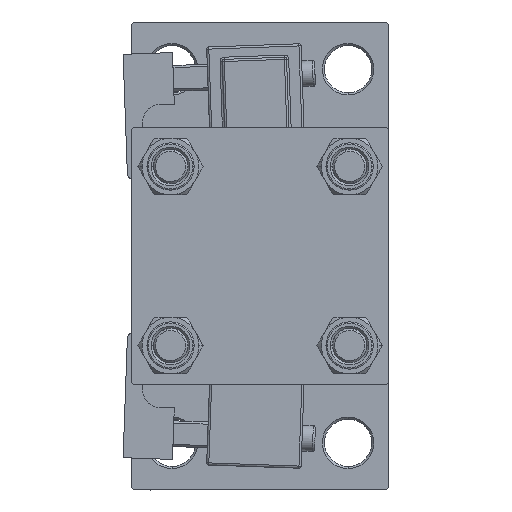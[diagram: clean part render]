
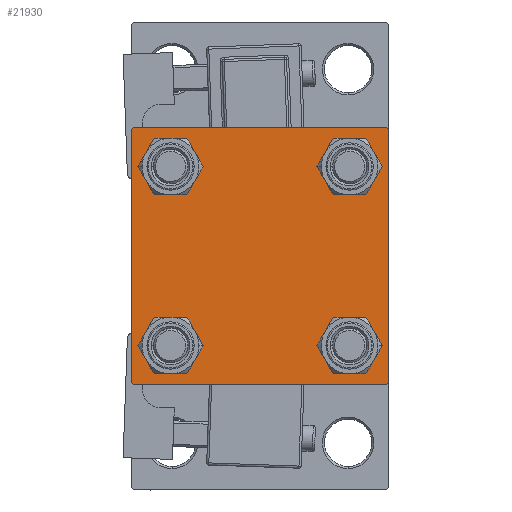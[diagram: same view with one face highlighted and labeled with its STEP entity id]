
A CAD part, left-side view. The second image highlights one B-rep face of the part: STEP entity #21930.
In plain terms, the highlighted planar face has unit normal (-1, 0, 0).
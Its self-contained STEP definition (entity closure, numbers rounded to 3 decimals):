
#352 = CARTESIAN_POINT ( 'NONE',  ( 0., -20.85, -16.35 ) ) ;
#364 = ORIENTED_EDGE ( 'NONE', *, *, #16942, .T. ) ;
#414 = CARTESIAN_POINT ( 'NONE',  ( 0., -29.75, -29.75 ) ) ;
#440 = VECTOR ( 'NONE', #36780, 1000. ) ;
#505 = VERTEX_POINT ( 'NONE', #15095 ) ;
#1316 = AXIS2_PLACEMENT_3D ( 'NONE', #27252, #6994, #22852 ) ;
#1325 = VECTOR ( 'NONE', #8865, 1000. ) ;
#1781 = EDGE_CURVE ( 'NONE', #2344, #36005, #28247, .T. ) ;
#1855 = DIRECTION ( 'NONE',  ( 1., 0., 0. ) ) ;
#2344 = VERTEX_POINT ( 'NONE', #19272 ) ;
#2411 = DIRECTION ( 'NONE',  ( -1., 0., 0. ) ) ;
#2669 = DIRECTION ( 'NONE',  ( 0., 0., 1. ) ) ;
#3181 = FACE_BOUND ( 'NONE', #34862, .T. ) ;
#3191 = ORIENTED_EDGE ( 'NONE', *, *, #31184, .T. ) ;
#3439 = FACE_BOUND ( 'NONE', #45632, .T. ) ;
#4486 = CARTESIAN_POINT ( 'NONE',  ( 0., 29.75, 29.75 ) ) ;
#4576 = LINE ( 'NONE', #414, #440 ) ;
#4729 = LINE ( 'NONE', #27600, #23117 ) ;
#5058 = DIRECTION ( 'NONE',  ( 0., 0., 1. ) ) ;
#5168 = ORIENTED_EDGE ( 'NONE', *, *, #35396, .T. ) ;
#5654 = VERTEX_POINT ( 'NONE', #37936 ) ;
#6520 = EDGE_CURVE ( 'NONE', #14188, #48588, #39219, .T. ) ;
#6766 = VECTOR ( 'NONE', #9144, 1000. ) ;
#6807 = DIRECTION ( 'NONE',  ( 1., 0., 0. ) ) ;
#6994 = DIRECTION ( 'NONE',  ( 1., 0., 0. ) ) ;
#7261 = EDGE_CURVE ( 'NONE', #22558, #32040, #38370, .T. ) ;
#7334 = CARTESIAN_POINT ( 'NONE',  ( 0., 20.85, -16.35 ) ) ;
#7383 = AXIS2_PLACEMENT_3D ( 'NONE', #26275, #1855, #33287 ) ;
#7485 = EDGE_CURVE ( 'NONE', #505, #39615, #21947, .T. ) ;
#7508 = CARTESIAN_POINT ( 'NONE',  ( 0., -20.85, -20.85 ) ) ;
#7839 = CIRCLE ( 'NONE', #25252, 4.5 ) ;
#7923 = DIRECTION ( 'NONE',  ( 0., -0.707, -0.707 ) ) ;
#8792 = VERTEX_POINT ( 'NONE', #23173 ) ;
#8865 = DIRECTION ( 'NONE',  ( 0., 0.707, 0.707 ) ) ;
#9037 = DIRECTION ( 'NONE',  ( 1., 0., 0. ) ) ;
#9060 = ORIENTED_EDGE ( 'NONE', *, *, #7485, .F. ) ;
#9144 = DIRECTION ( 'NONE',  ( 0., 0.707, -0.707 ) ) ;
#9830 = CARTESIAN_POINT ( 'NONE',  ( 0., -29.5, 30. ) ) ;
#10079 = ORIENTED_EDGE ( 'NONE', *, *, #34540, .T. ) ;
#10276 = CARTESIAN_POINT ( 'NONE',  ( 0., 30., 29.5 ) ) ;
#10394 = EDGE_CURVE ( 'NONE', #41879, #38419, #18633, .T. ) ;
#10420 = AXIS2_PLACEMENT_3D ( 'NONE', #44652, #9037, #24889 ) ;
#10466 = CARTESIAN_POINT ( 'NONE',  ( 0., 0., 0. ) ) ;
#10527 = CARTESIAN_POINT ( 'NONE',  ( 0., -29.5, -30. ) ) ;
#10820 = ORIENTED_EDGE ( 'NONE', *, *, #24381, .T. ) ;
#11230 = PLANE ( 'NONE',  #41607 ) ;
#11282 = VERTEX_POINT ( 'NONE', #352 ) ;
#11482 = FACE_BOUND ( 'NONE', #37577, .T. ) ;
#12274 = LINE ( 'NONE', #4486, #6766 ) ;
#12324 = ORIENTED_EDGE ( 'NONE', *, *, #43991, .T. ) ;
#12855 = VERTEX_POINT ( 'NONE', #7334 ) ;
#13753 = CIRCLE ( 'NONE', #1316, 4.5 ) ;
#13758 = CIRCLE ( 'NONE', #10420, 4.5 ) ;
#13802 = ORIENTED_EDGE ( 'NONE', *, *, #10394, .T. ) ;
#14188 = VERTEX_POINT ( 'NONE', #25428 ) ;
#14295 = VECTOR ( 'NONE', #7923, 1000. ) ;
#14900 = ORIENTED_EDGE ( 'NONE', *, *, #30668, .T. ) ;
#15095 = CARTESIAN_POINT ( 'NONE',  ( 0., 29.5, 30. ) ) ;
#15099 = DIRECTION ( 'NONE',  ( 0., 0., 1. ) ) ;
#15351 = CARTESIAN_POINT ( 'NONE',  ( 0., 20.85, 20.85 ) ) ;
#16942 = EDGE_CURVE ( 'NONE', #12855, #35502, #13753, .T. ) ;
#18302 = EDGE_CURVE ( 'NONE', #505, #22558, #12274, .T. ) ;
#18633 = CIRCLE ( 'NONE', #22784, 4.5 ) ;
#19044 = FACE_OUTER_BOUND ( 'NONE', #40539, .T. ) ;
#19272 = CARTESIAN_POINT ( 'NONE',  ( 0., 29.5, -30. ) ) ;
#21337 = LINE ( 'NONE', #41603, #1325 ) ;
#21930 = ADVANCED_FACE ( 'NONE', ( #3439, #3181, #38788, #11482, #19044 ), #11230, .T. ) ;
#21947 = LINE ( 'NONE', #37789, #26785 ) ;
#22558 = VERTEX_POINT ( 'NONE', #10276 ) ;
#22692 = EDGE_LOOP ( 'NONE', ( #364, #12324 ) ) ;
#22776 = CARTESIAN_POINT ( 'NONE',  ( 0., 30., 30. ) ) ;
#22784 = AXIS2_PLACEMENT_3D ( 'NONE', #49649, #41067, #44977 ) ;
#22852 = DIRECTION ( 'NONE',  ( 0., 0., 1. ) ) ;
#23117 = VECTOR ( 'NONE', #47630, 1000. ) ;
#23173 = CARTESIAN_POINT ( 'NONE',  ( 0., -30., 29.5 ) ) ;
#23292 = CARTESIAN_POINT ( 'NONE',  ( 0., 30., -29.5 ) ) ;
#24381 = EDGE_CURVE ( 'NONE', #32040, #2344, #40121, .T. ) ;
#24717 = DIRECTION ( 'NONE',  ( 1., 0., 0. ) ) ;
#24889 = DIRECTION ( 'NONE',  ( 0., 0., 1. ) ) ;
#25252 = AXIS2_PLACEMENT_3D ( 'NONE', #37741, #6807, #5058 ) ;
#25428 = CARTESIAN_POINT ( 'NONE',  ( 0., 20.85, 16.35 ) ) ;
#26154 = CIRCLE ( 'NONE', #41095, 4.5 ) ;
#26275 = CARTESIAN_POINT ( 'NONE',  ( 0., 20.85, 20.85 ) ) ;
#26785 = VECTOR ( 'NONE', #37263, 1000. ) ;
#27252 = CARTESIAN_POINT ( 'NONE',  ( 0., 20.85, -20.85 ) ) ;
#27600 = CARTESIAN_POINT ( 'NONE',  ( 0., -30., 30. ) ) ;
#28164 = CARTESIAN_POINT ( 'NONE',  ( 0., 29.75, -29.75 ) ) ;
#28247 = LINE ( 'NONE', #48533, #45790 ) ;
#29052 = EDGE_CURVE ( 'NONE', #11282, #5654, #7839, .T. ) ;
#29216 = AXIS2_PLACEMENT_3D ( 'NONE', #15351, #31191, #15099 ) ;
#29376 = CARTESIAN_POINT ( 'NONE',  ( 0., 20.85, -20.85 ) ) ;
#30668 = EDGE_CURVE ( 'NONE', #36005, #46408, #4576, .T. ) ;
#31028 = CARTESIAN_POINT ( 'NONE',  ( 0., -20.85, 25.35 ) ) ;
#31184 = EDGE_CURVE ( 'NONE', #5654, #11282, #26154, .T. ) ;
#31191 = DIRECTION ( 'NONE',  ( 1., 0., 0. ) ) ;
#31837 = ORIENTED_EDGE ( 'NONE', *, *, #6520, .T. ) ;
#31907 = ORIENTED_EDGE ( 'NONE', *, *, #18302, .T. ) ;
#32040 = VERTEX_POINT ( 'NONE', #23292 ) ;
#33287 = DIRECTION ( 'NONE',  ( 0., 0., 1. ) ) ;
#34540 = EDGE_CURVE ( 'NONE', #38419, #41879, #13758, .T. ) ;
#34811 = ORIENTED_EDGE ( 'NONE', *, *, #40494, .F. ) ;
#34862 = EDGE_LOOP ( 'NONE', ( #42505, #3191 ) ) ;
#35396 = EDGE_CURVE ( 'NONE', #8792, #39615, #21337, .T. ) ;
#35502 = VERTEX_POINT ( 'NONE', #43401 ) ;
#36005 = VERTEX_POINT ( 'NONE', #10527 ) ;
#36780 = DIRECTION ( 'NONE',  ( 0., -0.707, 0.707 ) ) ;
#37263 = DIRECTION ( 'NONE',  ( 0., -1., 0. ) ) ;
#37388 = CARTESIAN_POINT ( 'NONE',  ( 0., -20.85, 16.35 ) ) ;
#37577 = EDGE_LOOP ( 'NONE', ( #37785, #31837 ) ) ;
#37741 = CARTESIAN_POINT ( 'NONE',  ( 0., -20.85, -20.85 ) ) ;
#37785 = ORIENTED_EDGE ( 'NONE', *, *, #41465, .T. ) ;
#37789 = CARTESIAN_POINT ( 'NONE',  ( 0., 30., 30. ) ) ;
#37813 = ORIENTED_EDGE ( 'NONE', *, *, #7261, .T. ) ;
#37936 = CARTESIAN_POINT ( 'NONE',  ( 0., -20.85, -25.35 ) ) ;
#38370 = LINE ( 'NONE', #22776, #48391 ) ;
#38419 = VERTEX_POINT ( 'NONE', #31028 ) ;
#38788 = FACE_BOUND ( 'NONE', #22692, .T. ) ;
#39212 = DIRECTION ( 'NONE',  ( 1., 0., 0. ) ) ;
#39219 = CIRCLE ( 'NONE', #29216, 4.5 ) ;
#39463 = DIRECTION ( 'NONE',  ( 0., 0., 1. ) ) ;
#39615 = VERTEX_POINT ( 'NONE', #9830 ) ;
#40121 = LINE ( 'NONE', #28164, #14295 ) ;
#40494 = EDGE_CURVE ( 'NONE', #8792, #46408, #4729, .T. ) ;
#40539 = EDGE_LOOP ( 'NONE', ( #37813, #10820, #42531, #14900, #34811, #5168, #9060, #31907 ) ) ;
#40567 = DIRECTION ( 'NONE',  ( 0., 0., 1. ) ) ;
#41067 = DIRECTION ( 'NONE',  ( 1., 0., 0. ) ) ;
#41095 = AXIS2_PLACEMENT_3D ( 'NONE', #7508, #39212, #39463 ) ;
#41465 = EDGE_CURVE ( 'NONE', #48588, #14188, #48854, .T. ) ;
#41603 = CARTESIAN_POINT ( 'NONE',  ( 0., -29.75, 29.75 ) ) ;
#41607 = AXIS2_PLACEMENT_3D ( 'NONE', #10466, #2411, #2669 ) ;
#41879 = VERTEX_POINT ( 'NONE', #37388 ) ;
#42505 = ORIENTED_EDGE ( 'NONE', *, *, #29052, .T. ) ;
#42531 = ORIENTED_EDGE ( 'NONE', *, *, #1781, .T. ) ;
#43055 = CIRCLE ( 'NONE', #48023, 4.5 ) ;
#43401 = CARTESIAN_POINT ( 'NONE',  ( 0., 20.85, -25.35 ) ) ;
#43991 = EDGE_CURVE ( 'NONE', #35502, #12855, #43055, .T. ) ;
#44652 = CARTESIAN_POINT ( 'NONE',  ( 0., -20.85, 20.85 ) ) ;
#44977 = DIRECTION ( 'NONE',  ( 0., 0., 1. ) ) ;
#45632 = EDGE_LOOP ( 'NONE', ( #10079, #13802 ) ) ;
#45790 = VECTOR ( 'NONE', #48021, 1000. ) ;
#46408 = VERTEX_POINT ( 'NONE', #49487 ) ;
#47630 = DIRECTION ( 'NONE',  ( 0., 0., -1. ) ) ;
#48021 = DIRECTION ( 'NONE',  ( 0., -1., 0. ) ) ;
#48023 = AXIS2_PLACEMENT_3D ( 'NONE', #29376, #24717, #40567 ) ;
#48391 = VECTOR ( 'NONE', #50578, 1000. ) ;
#48533 = CARTESIAN_POINT ( 'NONE',  ( 0., 30., -30. ) ) ;
#48588 = VERTEX_POINT ( 'NONE', #49698 ) ;
#48854 = CIRCLE ( 'NONE', #7383, 4.5 ) ;
#49487 = CARTESIAN_POINT ( 'NONE',  ( 0., -30., -29.5 ) ) ;
#49649 = CARTESIAN_POINT ( 'NONE',  ( 0., -20.85, 20.85 ) ) ;
#49698 = CARTESIAN_POINT ( 'NONE',  ( 0., 20.85, 25.35 ) ) ;
#50578 = DIRECTION ( 'NONE',  ( 0., 0., -1. ) ) ;
